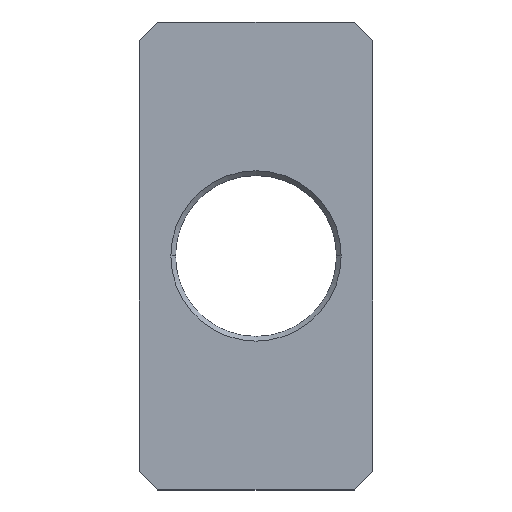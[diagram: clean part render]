
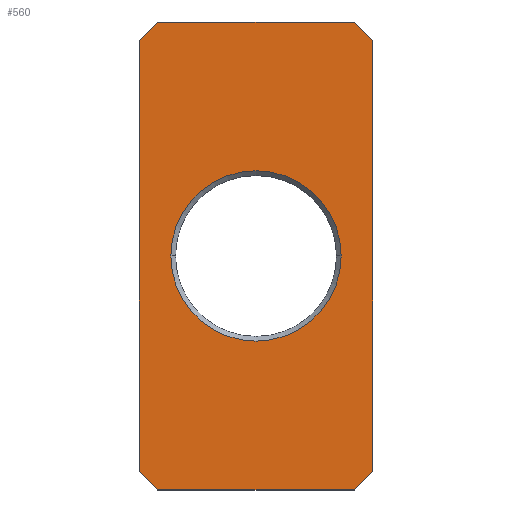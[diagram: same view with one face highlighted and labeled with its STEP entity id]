
A CAD part, top view. The second image highlights one B-rep face of the part: STEP entity #560.
In plain terms, the highlighted planar face has unit normal (0, 0, 1).
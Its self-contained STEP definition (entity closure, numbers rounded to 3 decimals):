
#124=DIRECTION('',(0.707,0.707,0.));
#125=VECTOR('',#124,5.657);
#126=CARTESIAN_POINT('',(-25.,46.,6.));
#127=LINE('',#126,#125);
#152=DIRECTION('',(0.707,-0.707,0.));
#153=VECTOR('',#152,5.657);
#154=CARTESIAN_POINT('',(21.,50.,6.));
#155=LINE('',#154,#153);
#180=DIRECTION('',(-0.707,-0.707,0.));
#181=VECTOR('',#180,5.657);
#182=CARTESIAN_POINT('',(25.,-46.,6.));
#183=LINE('',#182,#181);
#208=DIRECTION('',(-0.707,0.707,0.));
#209=VECTOR('',#208,5.657);
#210=CARTESIAN_POINT('',(-21.,-50.,6.));
#211=LINE('',#210,#209);
#215=DIRECTION('',(0.,-1.,0.));
#216=VECTOR('',#215,92.);
#217=CARTESIAN_POINT('',(-25.,46.,6.));
#218=LINE('',#217,#216);
#222=DIRECTION('',(-1.,0.,0.));
#223=VECTOR('',#222,42.);
#224=CARTESIAN_POINT('',(21.,50.,6.));
#225=LINE('',#224,#223);
#229=DIRECTION('',(0.,1.,0.));
#230=VECTOR('',#229,92.);
#231=CARTESIAN_POINT('',(25.,-46.,6.));
#232=LINE('',#231,#230);
#236=DIRECTION('',(1.,0.,0.));
#237=VECTOR('',#236,42.);
#238=CARTESIAN_POINT('',(-21.,-50.,6.));
#239=LINE('',#238,#237);
#243=CARTESIAN_POINT('',(0.,0.,6.));
#244=DIRECTION('',(0.,0.,-1.));
#245=DIRECTION('',(-1.,0.,0.));
#246=AXIS2_PLACEMENT_3D('',#243,#244,#245);
#259=CARTESIAN_POINT('',(0.,0.,6.));
#260=DIRECTION('',(0.,0.,-1.));
#261=DIRECTION('',(1.,0.,0.));
#262=AXIS2_PLACEMENT_3D('',#259,#260,#261);
#350=CARTESIAN_POINT('',(25.,-46.,6.));
#352=VERTEX_POINT('',#350);
#354=CARTESIAN_POINT('',(21.,-50.,6.));
#356=VERTEX_POINT('',#354);
#358=CARTESIAN_POINT('',(-21.,-50.,6.));
#360=VERTEX_POINT('',#358);
#362=CARTESIAN_POINT('',(-25.,-46.,6.));
#364=VERTEX_POINT('',#362);
#366=CARTESIAN_POINT('',(-25.,46.,6.));
#368=VERTEX_POINT('',#366);
#370=CARTESIAN_POINT('',(-21.,50.,6.));
#372=VERTEX_POINT('',#370);
#374=CARTESIAN_POINT('',(21.,50.,6.));
#376=VERTEX_POINT('',#374);
#378=CARTESIAN_POINT('',(25.,46.,6.));
#380=VERTEX_POINT('',#378);
#381=CARTESIAN_POINT('',(-18.2,0.,6.));
#382=CARTESIAN_POINT('',(18.2,0.,6.));
#383=VERTEX_POINT('',#381);
#384=VERTEX_POINT('',#382);
#539=CARTESIAN_POINT('',(0.,0.,6.));
#540=DIRECTION('',(0.,0.,1.));
#541=DIRECTION('',(1.,0.,0.));
#542=AXIS2_PLACEMENT_3D('',#539,#540,#541);
#543=PLANE('',#542);
#544=ORIENTED_EDGE('',*,*,#435,.F.);
#545=ORIENTED_EDGE('',*,*,#451,.T.);
#546=ORIENTED_EDGE('',*,*,#464,.F.);
#547=ORIENTED_EDGE('',*,*,#479,.T.);
#548=ORIENTED_EDGE('',*,*,#492,.F.);
#549=ORIENTED_EDGE('',*,*,#507,.T.);
#550=ORIENTED_EDGE('',*,*,#520,.F.);
#551=ORIENTED_EDGE('',*,*,#534,.T.);
#552=EDGE_LOOP('',(#544,#545,#546,#547,#548,#549,#550,#551));
#553=FACE_OUTER_BOUND('',#552,.F.);
#555=ORIENTED_EDGE('',*,*,#554,.F.);
#557=ORIENTED_EDGE('',*,*,#556,.F.);
#558=EDGE_LOOP('',(#555,#557));
#559=FACE_BOUND('',#558,.F.);
#247=CIRCLE('',#246,18.2);
#263=CIRCLE('',#262,18.2);
#435=EDGE_CURVE('',#368,#364,#218,.T.);
#451=EDGE_CURVE('',#368,#372,#127,.T.);
#464=EDGE_CURVE('',#376,#372,#225,.T.);
#479=EDGE_CURVE('',#376,#380,#155,.T.);
#492=EDGE_CURVE('',#352,#380,#232,.T.);
#507=EDGE_CURVE('',#352,#356,#183,.T.);
#520=EDGE_CURVE('',#360,#356,#239,.T.);
#534=EDGE_CURVE('',#360,#364,#211,.T.);
#554=EDGE_CURVE('',#383,#384,#247,.T.);
#556=EDGE_CURVE('',#384,#383,#263,.T.);
#560=ADVANCED_FACE('',(#553,#559),#543,.T.);
